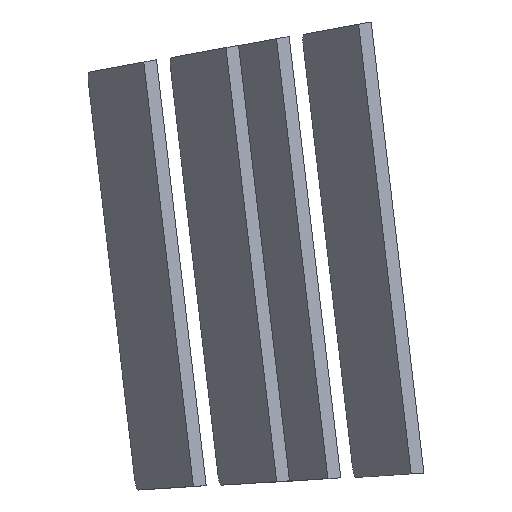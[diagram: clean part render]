
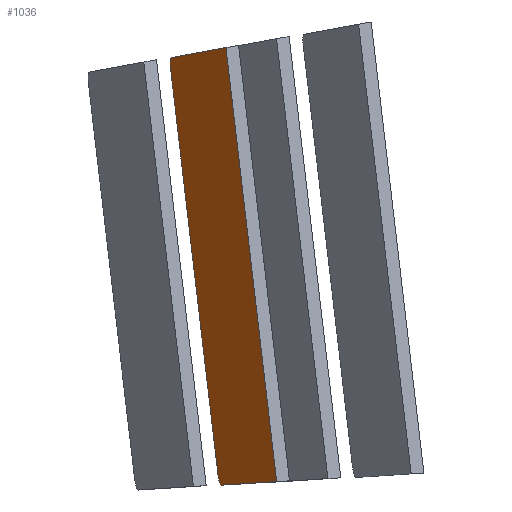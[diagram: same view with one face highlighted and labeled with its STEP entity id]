
A CAD part, top view. The second image highlights one B-rep face of the part: STEP entity #1036.
In plain terms, the highlighted planar face has unit normal (-0.967, -0.113, 0.23).
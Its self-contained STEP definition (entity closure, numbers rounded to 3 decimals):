
#579 = PLANE('',#580);
#580 = AXIS2_PLACEMENT_3D('',#581,#582,#583);
#581 = CARTESIAN_POINT('',(1629.415,190.451,
    6928.956));
#582 = DIRECTION('',(0.229,0.027,0.973));
#583 = DIRECTION('',(0.973,0.,-0.229)
  );
#607 = CYLINDRICAL_SURFACE('',#608,23.);
#608 = AXIS2_PLACEMENT_3D('',#609,#610,#611);
#609 = CARTESIAN_POINT('',(9564.665,608.358,
    5075.051));
#610 = DIRECTION('',(-0.972,-0.057,0.23)
  );
#611 = DIRECTION('',(-0.229,-0.027,-0.973
    ));
#640 = PLANE('',#641);
#641 = AXIS2_PLACEMENT_3D('',#642,#643,#644);
#642 = CARTESIAN_POINT('',(-1.639,28.146,0.));
#643 = DIRECTION('',(0.058,-0.998,0.));
#644 = DIRECTION('',(0.,0.,-1.));
#666 = PLANE('',#667);
#667 = AXIS2_PLACEMENT_3D('',#668,#669,#670);
#668 = CARTESIAN_POINT('',(-5618.76,-652.299,
    9240.305));
#669 = DIRECTION('',(0.229,0.027,0.973));
#670 = DIRECTION('',(0.973,0.,-0.229)
  );
#692 = PLANE('',#693);
#693 = AXIS2_PLACEMENT_3D('',#694,#695,#696);
#694 = CARTESIAN_POINT('',(6.425,-36.438,0.));
#695 = DIRECTION('',(0.174,-0.985,0.));
#696 = DIRECTION('',(0.,0.,-1.));
#718 = CYLINDRICAL_SURFACE('',#719,23.);
#719 = AXIS2_PLACEMENT_3D('',#720,#721,#722);
#720 = CARTESIAN_POINT('',(8440.346,1427.335,
    5316.935));
#721 = DIRECTION('',(0.958,0.169,-0.23));
#722 = DIRECTION('',(-0.229,-0.027,-0.973
    ));
#740 = VERTEX_POINT('',#741);
#741 = CARTESIAN_POINT('',(8972.883,573.582,
    5191.534));
#764 = VERTEX_POINT('',#765);
#765 = CARTESIAN_POINT('',(8864.32,1502.406,
    5191.534));
#786 = EDGE_CURVE('',#740,#764,#787,.T.);
#787 = SURFACE_CURVE('',#788,(#792,#798),.PCURVE_S1.);
#788 = LINE('',#789,#790);
#789 = CARTESIAN_POINT('',(8918.345,1040.184,
    5191.534));
#790 = VECTOR('',#791,1.);
#791 = DIRECTION('',(-0.116,0.993,0.));
#792 = PCURVE('',#579,#793);
#793 = DEFINITIONAL_REPRESENTATION('',(#794),#797);
#794 = B_SPLINE_CURVE_WITH_KNOTS('',1,(#795,#796),.UNSPECIFIED.,.F.,.F.,
  (2,2),(-600.219,670.186),.PIECEWISE_BEZIER_KNOTS.);
#795 = CARTESIAN_POINT('',(7560.937,253.663));
#796 = CARTESIAN_POINT('',(7417.368,1515.93));
#797 = ( GEOMETRIC_REPRESENTATION_CONTEXT(2) 
PARAMETRIC_REPRESENTATION_CONTEXT() REPRESENTATION_CONTEXT('2D SPACE',''
  ) );
#798 = PCURVE('',#799,#804);
#799 = PLANE('',#800);
#800 = AXIS2_PLACEMENT_3D('',#801,#802,#803);
#801 = CARTESIAN_POINT('',(8918.601,1037.994,
    5191.534));
#802 = DIRECTION('',(-0.967,-0.113,0.23));
#803 = DIRECTION('',(-0.232,0.,-0.973)
  );
#804 = DEFINITIONAL_REPRESENTATION('',(#805),#808);
#805 = B_SPLINE_CURVE_WITH_KNOTS('',1,(#806,#807),.UNSPECIFIED.,.F.,.F.,
  (2,2),(-600.219,670.186),.PIECEWISE_BEZIER_KNOTS.);
#806 = CARTESIAN_POINT('',(-16.098,597.797));
#807 = CARTESIAN_POINT('',(18.1,-672.147));
#808 = ( GEOMETRIC_REPRESENTATION_CONTEXT(2) 
PARAMETRIC_REPRESENTATION_CONTEXT() REPRESENTATION_CONTEXT('2D SPACE',''
  ) );
#814 = EDGE_CURVE('',#815,#764,#817,.T.);
#815 = VERTEX_POINT('',#816);
#816 = CARTESIAN_POINT('',(8866.838,1525.892,
    5213.616));
#817 = SURFACE_CURVE('',#818,(#823,#836),.PCURVE_S1.);
#818 = ELLIPSE('',#819,23.037,23.);
#819 = AXIS2_PLACEMENT_3D('',#820,#821,#822);
#820 = CARTESIAN_POINT('',(8869.583,1503.021,
    5213.916));
#821 = DIRECTION('',(-0.967,-0.113,0.23));
#822 = DIRECTION('',(-0.116,0.993,0.));
#823 = PCURVE('',#718,#824);
#824 = DEFINITIONAL_REPRESENTATION('',(#825),#835);
#825 = B_SPLINE_CURVE_WITH_KNOTS('',8,(#826,#827,#828,#829,#830,#831,
    #832,#833,#834),.UNSPECIFIED.,.F.,.F.,(9,9),(0.013,
    1.571),.PIECEWISE_BEZIER_KNOTS.);
#826 = CARTESIAN_POINT('',(1.557,449.171));
#827 = CARTESIAN_POINT('',(1.363,449.168));
#828 = CARTESIAN_POINT('',(1.168,449.108));
#829 = CARTESIAN_POINT('',(0.973,448.992));
#830 = CARTESIAN_POINT('',(0.779,448.824));
#831 = CARTESIAN_POINT('',(0.584,448.614));
#832 = CARTESIAN_POINT('',(0.389,448.375));
#833 = CARTESIAN_POINT('',(0.195,448.121));
#834 = CARTESIAN_POINT('',(0.,447.868));
#835 = ( GEOMETRIC_REPRESENTATION_CONTEXT(2) 
PARAMETRIC_REPRESENTATION_CONTEXT() REPRESENTATION_CONTEXT('2D SPACE',''
  ) );
#836 = PCURVE('',#799,#837);
#837 = DEFINITIONAL_REPRESENTATION('',(#838),#842);
#838 = ELLIPSE('',#839,23.037,23.);
#839 = AXIS2_PLACEMENT_2D('',#840,#841);
#840 = CARTESIAN_POINT('',(-10.405,-468.023));
#841 = DIRECTION('',(0.027,-1.));
#842 = ( GEOMETRIC_REPRESENTATION_CONTEXT(2) 
PARAMETRIC_REPRESENTATION_CONTEXT() REPRESENTATION_CONTEXT('2D SPACE',''
  ) );
#871 = VERTEX_POINT('',#872);
#872 = CARTESIAN_POINT('',(8990.773,1547.745,
    5744.254));
#891 = EDGE_CURVE('',#815,#871,#892,.T.);
#892 = SURFACE_CURVE('',#893,(#897,#903),.PCURVE_S1.);
#893 = LINE('',#894,#895);
#894 = CARTESIAN_POINT('',(8051.177,1382.069,
    1721.307));
#895 = VECTOR('',#896,1.);
#896 = DIRECTION('',(0.227,0.04,0.973));
#897 = PCURVE('',#692,#898);
#898 = DEFINITIONAL_REPRESENTATION('',(#899),#902);
#899 = B_SPLINE_CURVE_WITH_KNOTS('',1,(#900,#901),.UNSPECIFIED.,.F.,.F.,
  (2,2),(3368.628,4350.14),
  .PIECEWISE_BEZIER_KNOTS.);
#900 = CARTESIAN_POINT('',(-4999.017,8946.205));
#901 = CARTESIAN_POINT('',(-5954.039,9172.7));
#902 = ( GEOMETRIC_REPRESENTATION_CONTEXT(2) 
PARAMETRIC_REPRESENTATION_CONTEXT() REPRESENTATION_CONTEXT('2D SPACE',''
  ) );
#903 = PCURVE('',#799,#904);
#904 = DEFINITIONAL_REPRESENTATION('',(#905),#908);
#905 = B_SPLINE_CURVE_WITH_KNOTS('',1,(#906,#907),.UNSPECIFIED.,.F.,.F.,
  (2,2),(3368.628,4350.14),
  .PIECEWISE_BEZIER_KNOTS.);
#906 = CARTESIAN_POINT('',(210.894,-482.147));
#907 = CARTESIAN_POINT('',(-769.819,-521.731));
#908 = ( GEOMETRIC_REPRESENTATION_CONTEXT(2) 
PARAMETRIC_REPRESENTATION_CONTEXT() REPRESENTATION_CONTEXT('2D SPACE',''
  ) );
#916 = EDGE_CURVE('',#917,#871,#919,.T.);
#917 = VERTEX_POINT('',#918);
#918 = CARTESIAN_POINT('',(9106.385,558.627,
    5744.254));
#919 = SURFACE_CURVE('',#920,(#924,#930),.PCURVE_S1.);
#920 = LINE('',#921,#922);
#921 = CARTESIAN_POINT('',(9048.067,1057.567,
    5744.254));
#922 = VECTOR('',#923,1.);
#923 = DIRECTION('',(-0.116,0.993,0.));
#924 = PCURVE('',#666,#925);
#925 = DEFINITIONAL_REPRESENTATION('',(#926),#929);
#926 = B_SPLINE_CURVE_WITH_KNOTS('',1,(#927,#928),.UNSPECIFIED.,.F.,.F.,
  (2,2),(-649.58,730.38),.PIECEWISE_BEZIER_KNOTS.);
#927 = CARTESIAN_POINT('',(15151.078,1065.059));
#928 = CARTESIAN_POINT('',(14995.128,2436.179));
#929 = ( GEOMETRIC_REPRESENTATION_CONTEXT(2) 
PARAMETRIC_REPRESENTATION_CONTEXT() REPRESENTATION_CONTEXT('2D SPACE',''
  ) );
#930 = PCURVE('',#799,#931);
#931 = DEFINITIONAL_REPRESENTATION('',(#932),#935);
#932 = B_SPLINE_CURVE_WITH_KNOTS('',1,(#933,#934),.UNSPECIFIED.,.F.,.F.,
  (2,2),(-649.58,730.38),.PIECEWISE_BEZIER_KNOTS.);
#933 = CARTESIAN_POINT('',(-585.162,629.646));
#934 = CARTESIAN_POINT('',(-548.014,-749.814));
#935 = ( GEOMETRIC_REPRESENTATION_CONTEXT(2) 
PARAMETRIC_REPRESENTATION_CONTEXT() REPRESENTATION_CONTEXT('2D SPACE',''
  ) );
#960 = VERTEX_POINT('',#961);
#961 = CARTESIAN_POINT('',(8980.75,551.31,
    5213.616));
#984 = EDGE_CURVE('',#960,#917,#985,.T.);
#985 = SURFACE_CURVE('',#986,(#990,#996),.PCURVE_S1.);
#986 = LINE('',#987,#988);
#987 = CARTESIAN_POINT('',(8153.894,503.151,
    1721.25));
#988 = VECTOR('',#989,1.);
#989 = DIRECTION('',(0.23,0.013,0.973));
#990 = PCURVE('',#640,#991);
#991 = DEFINITIONAL_REPRESENTATION('',(#992),#995);
#992 = B_SPLINE_CURVE_WITH_KNOTS('',1,(#993,#994),.UNSPECIFIED.,.F.,.F.,
  (2,2),(3368.687,4350.199),
  .PIECEWISE_BEZIER_KNOTS.);
#993 = CARTESIAN_POINT('',(-4999.017,8946.717));
#994 = CARTESIAN_POINT('',(-5954.039,9173.213));
#995 = ( GEOMETRIC_REPRESENTATION_CONTEXT(2) 
PARAMETRIC_REPRESENTATION_CONTEXT() REPRESENTATION_CONTEXT('2D SPACE',''
  ) );
#996 = PCURVE('',#799,#997);
#997 = DEFINITIONAL_REPRESENTATION('',(#998),#1001);
#998 = B_SPLINE_CURVE_WITH_KNOTS('',1,(#999,#1000),.UNSPECIFIED.,.F.,.F.
  ,(2,2),(3368.687,4350.199),
  .PIECEWISE_BEZIER_KNOTS.);
#999 = CARTESIAN_POINT('',(184.64,492.798));
#1000 = CARTESIAN_POINT('',(-796.782,479.544));
#1001 = ( GEOMETRIC_REPRESENTATION_CONTEXT(2) 
PARAMETRIC_REPRESENTATION_CONTEXT() REPRESENTATION_CONTEXT('2D SPACE',''
  ) );
#1008 = EDGE_CURVE('',#740,#960,#1009,.T.);
#1009 = SURFACE_CURVE('',#1010,(#1015,#1028),.PCURVE_S1.);
#1010 = ELLIPSE('',#1011,23.037,23.);
#1011 = AXIS2_PLACEMENT_3D('',#1012,#1013,#1014);
#1012 = CARTESIAN_POINT('',(8978.147,574.197,
    5213.915));
#1013 = DIRECTION('',(-0.967,-0.113,0.23));
#1014 = DIRECTION('',(-0.116,0.993,0.));
#1015 = PCURVE('',#607,#1016);
#1016 = DEFINITIONAL_REPRESENTATION('',(#1017),#1027);
#1017 = B_SPLINE_CURVE_WITH_KNOTS('',8,(#1018,#1019,#1020,#1021,#1022,
    #1023,#1024,#1025,#1026),.UNSPECIFIED.,.F.,.F.,(9,9),(1.571
    ,3.128),.PIECEWISE_BEZIER_KNOTS.);
#1018 = CARTESIAN_POINT('',(0.,603.701));
#1019 = CARTESIAN_POINT('',(0.195,603.447));
#1020 = CARTESIAN_POINT('',(0.389,603.193));
#1021 = CARTESIAN_POINT('',(0.584,602.954));
#1022 = CARTESIAN_POINT('',(0.779,602.744));
#1023 = CARTESIAN_POINT('',(0.973,602.577));
#1024 = CARTESIAN_POINT('',(1.168,602.46));
#1025 = CARTESIAN_POINT('',(1.363,602.401));
#1026 = CARTESIAN_POINT('',(1.557,602.397));
#1027 = ( GEOMETRIC_REPRESENTATION_CONTEXT(2) 
PARAMETRIC_REPRESENTATION_CONTEXT() REPRESENTATION_CONTEXT('2D SPACE',''
  ) );
#1028 = PCURVE('',#799,#1029);
#1029 = DEFINITIONAL_REPRESENTATION('',(#1030),#1034);
#1030 = ELLIPSE('',#1031,23.037,23.);
#1031 = AXIS2_PLACEMENT_2D('',#1032,#1033);
#1032 = CARTESIAN_POINT('',(-35.578,466.785));
#1033 = DIRECTION('',(0.027,-1.));
#1034 = ( GEOMETRIC_REPRESENTATION_CONTEXT(2) 
PARAMETRIC_REPRESENTATION_CONTEXT() REPRESENTATION_CONTEXT('2D SPACE',''
  ) );
#1036 = ADVANCED_FACE('',(#1037),#799,.T.);
#1037 = FACE_BOUND('',#1038,.T.);
#1038 = EDGE_LOOP('',(#1039,#1040,#1041,#1042,#1043,#1044));
#1039 = ORIENTED_EDGE('',*,*,#786,.F.);
#1040 = ORIENTED_EDGE('',*,*,#1008,.T.);
#1041 = ORIENTED_EDGE('',*,*,#984,.T.);
#1042 = ORIENTED_EDGE('',*,*,#916,.T.);
#1043 = ORIENTED_EDGE('',*,*,#891,.F.);
#1044 = ORIENTED_EDGE('',*,*,#814,.T.);
